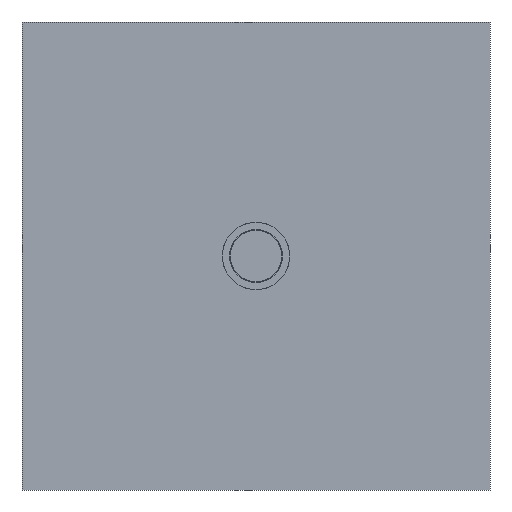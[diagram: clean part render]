
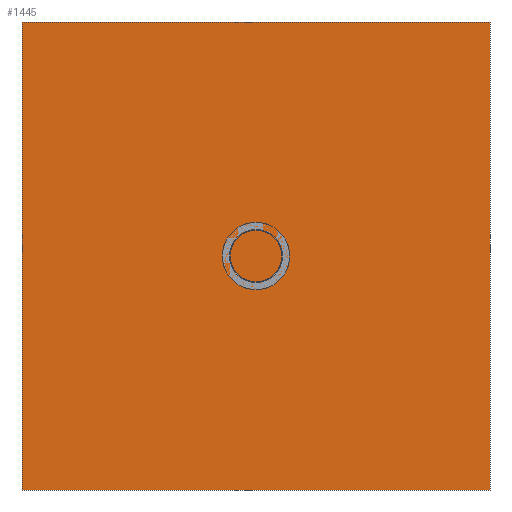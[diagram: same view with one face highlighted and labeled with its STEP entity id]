
A CAD part, front view. The second image highlights one B-rep face of the part: STEP entity #1445.
In plain terms, the highlighted planar face has unit normal (0, -1, 0).
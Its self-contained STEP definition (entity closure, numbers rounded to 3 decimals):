
#1276 = PLANE('',#1277);
#1277 = AXIS2_PLACEMENT_3D('',#1278,#1279,#1280);
#1278 = CARTESIAN_POINT('',(-200.,-1.,-200.));
#1279 = DIRECTION('',(-1.,0.,0.));
#1280 = DIRECTION('',(0.,1.,0.));
#1304 = PLANE('',#1305);
#1305 = AXIS2_PLACEMENT_3D('',#1306,#1307,#1308);
#1306 = CARTESIAN_POINT('',(-200.,299.,200.));
#1307 = DIRECTION('',(0.,0.,1.));
#1308 = DIRECTION('',(1.,0.,0.));
#1332 = PLANE('',#1333);
#1333 = AXIS2_PLACEMENT_3D('',#1334,#1335,#1336);
#1334 = CARTESIAN_POINT('',(200.,299.,-200.));
#1335 = DIRECTION('',(1.,0.,-0.));
#1336 = DIRECTION('',(0.,-1.,0.));
#1358 = PLANE('',#1359);
#1359 = AXIS2_PLACEMENT_3D('',#1360,#1361,#1362);
#1360 = CARTESIAN_POINT('',(-200.,299.,-200.));
#1361 = DIRECTION('',(0.,0.,1.));
#1362 = DIRECTION('',(1.,0.,0.));
#1375 = VERTEX_POINT('',#1376);
#1376 = CARTESIAN_POINT('',(200.,-1.,200.));
#1397 = EDGE_CURVE('',#1398,#1375,#1400,.T.);
#1398 = VERTEX_POINT('',#1399);
#1399 = CARTESIAN_POINT('',(200.,-1.,-200.));
#1400 = SURFACE_CURVE('',#1401,(#1405,#1412),.PCURVE_S1.);
#1401 = LINE('',#1402,#1403);
#1402 = CARTESIAN_POINT('',(200.,-1.,-200.));
#1403 = VECTOR('',#1404,1.);
#1404 = DIRECTION('',(0.,0.,1.));
#1405 = PCURVE('',#1332,#1406);
#1406 = DEFINITIONAL_REPRESENTATION('',(#1407),#1411);
#1407 = LINE('',#1408,#1409);
#1408 = CARTESIAN_POINT('',(300.,0.));
#1409 = VECTOR('',#1410,1.);
#1410 = DIRECTION('',(0.,-1.));
#1411 = ( GEOMETRIC_REPRESENTATION_CONTEXT(2) 
PARAMETRIC_REPRESENTATION_CONTEXT() REPRESENTATION_CONTEXT('2D SPACE',''
  ) );
#1412 = PCURVE('',#1413,#1418);
#1413 = PLANE('',#1414);
#1414 = AXIS2_PLACEMENT_3D('',#1415,#1416,#1417);
#1415 = CARTESIAN_POINT('',(200.,-1.,-200.));
#1416 = DIRECTION('',(0.,-1.,0.));
#1417 = DIRECTION('',(-1.,0.,0.));
#1418 = DEFINITIONAL_REPRESENTATION('',(#1419),#1423);
#1419 = LINE('',#1420,#1421);
#1420 = CARTESIAN_POINT('',(0.,-0.));
#1421 = VECTOR('',#1422,1.);
#1422 = DIRECTION('',(0.,-1.));
#1423 = ( GEOMETRIC_REPRESENTATION_CONTEXT(2) 
PARAMETRIC_REPRESENTATION_CONTEXT() REPRESENTATION_CONTEXT('2D SPACE',''
  ) );
#1445 = ADVANCED_FACE('',(#1446),#1413,.T.);
#1446 = FACE_BOUND('',#1447,.T.);
#1447 = EDGE_LOOP('',(#1448,#1449,#1472,#1495));
#1448 = ORIENTED_EDGE('',*,*,#1397,.T.);
#1449 = ORIENTED_EDGE('',*,*,#1450,.T.);
#1450 = EDGE_CURVE('',#1375,#1451,#1453,.T.);
#1451 = VERTEX_POINT('',#1452);
#1452 = CARTESIAN_POINT('',(-200.,-1.,200.));
#1453 = SURFACE_CURVE('',#1454,(#1458,#1465),.PCURVE_S1.);
#1454 = LINE('',#1455,#1456);
#1455 = CARTESIAN_POINT('',(200.,-1.,200.));
#1456 = VECTOR('',#1457,1.);
#1457 = DIRECTION('',(-1.,0.,0.));
#1458 = PCURVE('',#1413,#1459);
#1459 = DEFINITIONAL_REPRESENTATION('',(#1460),#1464);
#1460 = LINE('',#1461,#1462);
#1461 = CARTESIAN_POINT('',(0.,-400.));
#1462 = VECTOR('',#1463,1.);
#1463 = DIRECTION('',(1.,0.));
#1464 = ( GEOMETRIC_REPRESENTATION_CONTEXT(2) 
PARAMETRIC_REPRESENTATION_CONTEXT() REPRESENTATION_CONTEXT('2D SPACE',''
  ) );
#1465 = PCURVE('',#1304,#1466);
#1466 = DEFINITIONAL_REPRESENTATION('',(#1467),#1471);
#1467 = LINE('',#1468,#1469);
#1468 = CARTESIAN_POINT('',(400.,-300.));
#1469 = VECTOR('',#1470,1.);
#1470 = DIRECTION('',(-1.,0.));
#1471 = ( GEOMETRIC_REPRESENTATION_CONTEXT(2) 
PARAMETRIC_REPRESENTATION_CONTEXT() REPRESENTATION_CONTEXT('2D SPACE',''
  ) );
#1472 = ORIENTED_EDGE('',*,*,#1473,.F.);
#1473 = EDGE_CURVE('',#1474,#1451,#1476,.T.);
#1474 = VERTEX_POINT('',#1475);
#1475 = CARTESIAN_POINT('',(-200.,-1.,-200.));
#1476 = SURFACE_CURVE('',#1477,(#1481,#1488),.PCURVE_S1.);
#1477 = LINE('',#1478,#1479);
#1478 = CARTESIAN_POINT('',(-200.,-1.,-200.));
#1479 = VECTOR('',#1480,1.);
#1480 = DIRECTION('',(0.,0.,1.));
#1481 = PCURVE('',#1413,#1482);
#1482 = DEFINITIONAL_REPRESENTATION('',(#1483),#1487);
#1483 = LINE('',#1484,#1485);
#1484 = CARTESIAN_POINT('',(400.,0.));
#1485 = VECTOR('',#1486,1.);
#1486 = DIRECTION('',(0.,-1.));
#1487 = ( GEOMETRIC_REPRESENTATION_CONTEXT(2) 
PARAMETRIC_REPRESENTATION_CONTEXT() REPRESENTATION_CONTEXT('2D SPACE',''
  ) );
#1488 = PCURVE('',#1276,#1489);
#1489 = DEFINITIONAL_REPRESENTATION('',(#1490),#1494);
#1490 = LINE('',#1491,#1492);
#1491 = CARTESIAN_POINT('',(0.,0.));
#1492 = VECTOR('',#1493,1.);
#1493 = DIRECTION('',(0.,-1.));
#1494 = ( GEOMETRIC_REPRESENTATION_CONTEXT(2) 
PARAMETRIC_REPRESENTATION_CONTEXT() REPRESENTATION_CONTEXT('2D SPACE',''
  ) );
#1495 = ORIENTED_EDGE('',*,*,#1496,.F.);
#1496 = EDGE_CURVE('',#1398,#1474,#1497,.T.);
#1497 = SURFACE_CURVE('',#1498,(#1502,#1509),.PCURVE_S1.);
#1498 = LINE('',#1499,#1500);
#1499 = CARTESIAN_POINT('',(200.,-1.,-200.));
#1500 = VECTOR('',#1501,1.);
#1501 = DIRECTION('',(-1.,0.,0.));
#1502 = PCURVE('',#1413,#1503);
#1503 = DEFINITIONAL_REPRESENTATION('',(#1504),#1508);
#1504 = LINE('',#1505,#1506);
#1505 = CARTESIAN_POINT('',(0.,-0.));
#1506 = VECTOR('',#1507,1.);
#1507 = DIRECTION('',(1.,0.));
#1508 = ( GEOMETRIC_REPRESENTATION_CONTEXT(2) 
PARAMETRIC_REPRESENTATION_CONTEXT() REPRESENTATION_CONTEXT('2D SPACE',''
  ) );
#1509 = PCURVE('',#1358,#1510);
#1510 = DEFINITIONAL_REPRESENTATION('',(#1511),#1515);
#1511 = LINE('',#1512,#1513);
#1512 = CARTESIAN_POINT('',(400.,-300.));
#1513 = VECTOR('',#1514,1.);
#1514 = DIRECTION('',(-1.,0.));
#1515 = ( GEOMETRIC_REPRESENTATION_CONTEXT(2) 
PARAMETRIC_REPRESENTATION_CONTEXT() REPRESENTATION_CONTEXT('2D SPACE',''
  ) );
